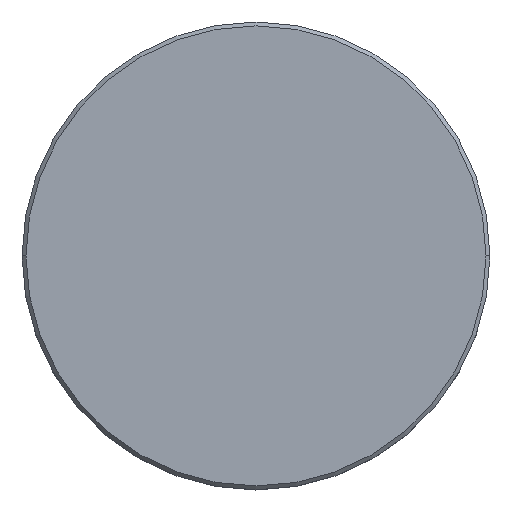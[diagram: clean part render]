
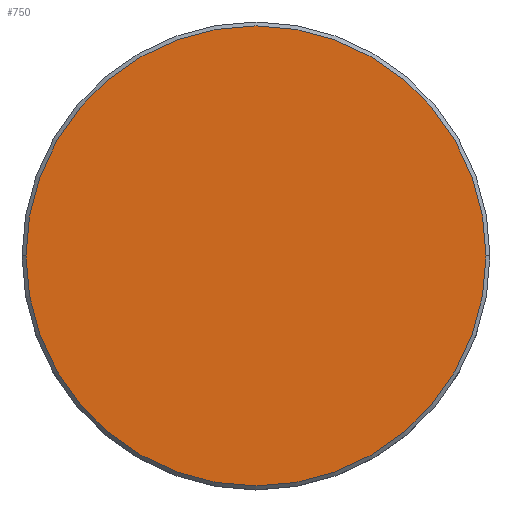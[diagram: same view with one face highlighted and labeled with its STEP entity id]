
A CAD part, top view. The second image highlights one B-rep face of the part: STEP entity #750.
In plain terms, the highlighted planar face has unit normal (0, 0, 1).
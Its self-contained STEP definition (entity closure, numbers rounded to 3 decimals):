
#27 = CARTESIAN_POINT ( 'NONE',  ( 0., 0., 0. ) ) ;
#40 = DIRECTION ( 'NONE',  ( 0., 0., 1. ) ) ;
#45 = AXIS2_PLACEMENT_3D ( 'NONE', #423, #40, #678 ) ;
#110 = ORIENTED_EDGE ( 'NONE', *, *, #866, .T. ) ;
#160 = DIRECTION ( 'NONE',  ( 0., 0., 1. ) ) ;
#171 = AXIS2_PLACEMENT_3D ( 'NONE', #27, #537, #718 ) ;
#416 = EDGE_LOOP ( 'NONE', ( #494, #110 ) ) ;
#423 = CARTESIAN_POINT ( 'NONE',  ( 0., 0., 0. ) ) ;
#494 = ORIENTED_EDGE ( 'NONE', *, *, #1082, .T. ) ;
#537 = DIRECTION ( 'NONE',  ( 0., 0., 1. ) ) ;
#552 = CARTESIAN_POINT ( 'NONE',  ( 29.5, 0., 0. ) ) ;
#554 = VERTEX_POINT ( 'NONE', #1021 ) ;
#670 = AXIS2_PLACEMENT_3D ( 'NONE', #1162, #160, #874 ) ;
#673 = CIRCLE ( 'NONE', #171, 29.5 ) ;
#678 = DIRECTION ( 'NONE',  ( 1., 0., 0. ) ) ;
#718 = DIRECTION ( 'NONE',  ( 1., 0., 0. ) ) ;
#750 = ADVANCED_FACE ( 'NONE', ( #868 ), #945, .T. ) ;
#842 = CIRCLE ( 'NONE', #670, 29.5 ) ;
#866 = EDGE_CURVE ( 'NONE', #1078, #554, #842, .T. ) ;
#868 = FACE_OUTER_BOUND ( 'NONE', #416, .T. ) ;
#874 = DIRECTION ( 'NONE',  ( 1., 0., 0. ) ) ;
#945 = PLANE ( 'NONE',  #45 ) ;
#1021 = CARTESIAN_POINT ( 'NONE',  ( -29.5, 0., 0. ) ) ;
#1078 = VERTEX_POINT ( 'NONE', #552 ) ;
#1082 = EDGE_CURVE ( 'NONE', #554, #1078, #673, .T. ) ;
#1162 = CARTESIAN_POINT ( 'NONE',  ( 0., 0., 0. ) ) ;
